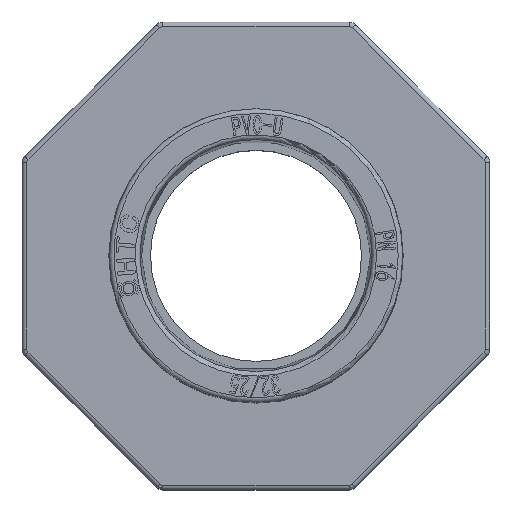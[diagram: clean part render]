
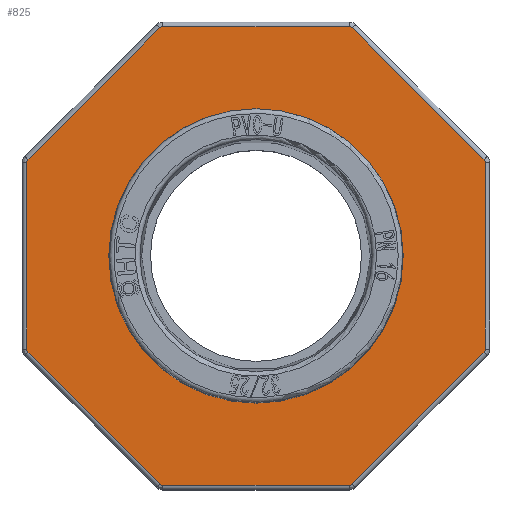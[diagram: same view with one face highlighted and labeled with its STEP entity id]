
A CAD part, top view. The second image highlights one B-rep face of the part: STEP entity #825.
In plain terms, the highlighted planar face has unit normal (0, 0, 1).
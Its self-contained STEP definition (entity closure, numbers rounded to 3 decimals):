
#825=ADVANCED_FACE('',(#3602,#3603),#1504,.T.);
#1504=PLANE('',#12872);
#2160=LINE('',#21169,#2823);
#2161=LINE('',#21173,#2824);
#2162=LINE('',#21177,#2825);
#2163=LINE('',#21181,#2826);
#2164=LINE('',#21185,#2827);
#2165=LINE('',#21189,#2828);
#2166=LINE('',#21193,#2829);
#2167=LINE('',#21197,#2830);
#2823=VECTOR('',#13752,1.);
#2824=VECTOR('',#13755,1.);
#2825=VECTOR('',#13758,1.);
#2826=VECTOR('',#13761,1.);
#2827=VECTOR('',#13764,1.);
#2828=VECTOR('',#13767,1.);
#2829=VECTOR('',#13770,1.);
#2830=VECTOR('',#13773,1.);
#3512=CIRCLE('',#12860,16.05);
#3514=CIRCLE('',#12864,0.5);
#3515=CIRCLE('',#12865,0.5);
#3516=CIRCLE('',#12866,0.5);
#3517=CIRCLE('',#12867,0.5);
#3518=CIRCLE('',#12868,0.5);
#3519=CIRCLE('',#12869,0.5);
#3520=CIRCLE('',#12870,0.5);
#3521=CIRCLE('',#12871,0.5);
#3602=FACE_BOUND('',#3683,.T.);
#3603=FACE_BOUND('',#3684,.T.);
#3683=EDGE_LOOP('',(#4993,#4994,#4995,#4996,#4997,#4998,#4999,#5000,#5001,
#5002,#5003,#5004,#5005,#5006,#5007,#5008));
#3684=EDGE_LOOP('',(#5009));
#4993=ORIENTED_EDGE('',*,*,#10178,.T.);
#4994=ORIENTED_EDGE('',*,*,#10179,.T.);
#4995=ORIENTED_EDGE('',*,*,#10180,.T.);
#4996=ORIENTED_EDGE('',*,*,#10181,.T.);
#4997=ORIENTED_EDGE('',*,*,#10182,.T.);
#4998=ORIENTED_EDGE('',*,*,#10183,.T.);
#4999=ORIENTED_EDGE('',*,*,#10184,.T.);
#5000=ORIENTED_EDGE('',*,*,#10185,.T.);
#5001=ORIENTED_EDGE('',*,*,#10186,.T.);
#5002=ORIENTED_EDGE('',*,*,#10187,.T.);
#5003=ORIENTED_EDGE('',*,*,#10188,.T.);
#5004=ORIENTED_EDGE('',*,*,#10189,.T.);
#5005=ORIENTED_EDGE('',*,*,#10190,.T.);
#5006=ORIENTED_EDGE('',*,*,#10191,.T.);
#5007=ORIENTED_EDGE('',*,*,#10192,.T.);
#5008=ORIENTED_EDGE('',*,*,#10193,.T.);
#5009=ORIENTED_EDGE('',*,*,#10176,.T.);
#8848=VERTEX_POINT('',#21162);
#8849=VERTEX_POINT('',#21167);
#8850=VERTEX_POINT('',#21168);
#8851=VERTEX_POINT('',#21170);
#8852=VERTEX_POINT('',#21172);
#8853=VERTEX_POINT('',#21174);
#8854=VERTEX_POINT('',#21176);
#8855=VERTEX_POINT('',#21178);
#8856=VERTEX_POINT('',#21180);
#8857=VERTEX_POINT('',#21182);
#8858=VERTEX_POINT('',#21184);
#8859=VERTEX_POINT('',#21186);
#8860=VERTEX_POINT('',#21188);
#8861=VERTEX_POINT('',#21190);
#8862=VERTEX_POINT('',#21192);
#8863=VERTEX_POINT('',#21194);
#8864=VERTEX_POINT('',#21196);
#10176=EDGE_CURVE('',#8848,#8848,#3512,.T.);
#10178=EDGE_CURVE('',#8849,#8850,#3514,.T.);
#10179=EDGE_CURVE('',#8850,#8851,#2160,.T.);
#10180=EDGE_CURVE('',#8851,#8852,#3515,.T.);
#10181=EDGE_CURVE('',#8852,#8853,#2161,.T.);
#10182=EDGE_CURVE('',#8853,#8854,#3516,.T.);
#10183=EDGE_CURVE('',#8854,#8855,#2162,.T.);
#10184=EDGE_CURVE('',#8855,#8856,#3517,.T.);
#10185=EDGE_CURVE('',#8856,#8857,#2163,.T.);
#10186=EDGE_CURVE('',#8857,#8858,#3518,.T.);
#10187=EDGE_CURVE('',#8858,#8859,#2164,.T.);
#10188=EDGE_CURVE('',#8859,#8860,#3519,.T.);
#10189=EDGE_CURVE('',#8860,#8861,#2165,.T.);
#10190=EDGE_CURVE('',#8861,#8862,#3520,.T.);
#10191=EDGE_CURVE('',#8862,#8863,#2166,.T.);
#10192=EDGE_CURVE('',#8863,#8864,#3521,.T.);
#10193=EDGE_CURVE('',#8864,#8849,#2167,.T.);
#12860=AXIS2_PLACEMENT_3D('',#21161,#13742,#13743);
#12864=AXIS2_PLACEMENT_3D('',#21166,#13750,#13751);
#12865=AXIS2_PLACEMENT_3D('',#21171,#13753,#13754);
#12866=AXIS2_PLACEMENT_3D('',#21175,#13756,#13757);
#12867=AXIS2_PLACEMENT_3D('',#21179,#13759,#13760);
#12868=AXIS2_PLACEMENT_3D('',#21183,#13762,#13763);
#12869=AXIS2_PLACEMENT_3D('',#21187,#13765,#13766);
#12870=AXIS2_PLACEMENT_3D('',#21191,#13768,#13769);
#12871=AXIS2_PLACEMENT_3D('',#21195,#13771,#13772);
#12872=AXIS2_PLACEMENT_3D('',#21198,#13774,#13775);
#13742=DIRECTION('',(0.,0.,-1.));
#13743=DIRECTION('',(1.,0.,0.));
#13750=DIRECTION('',(0.,0.,1.));
#13751=DIRECTION('',(1.,0.,0.));
#13752=DIRECTION('',(0.,1.,0.));
#13753=DIRECTION('',(0.,0.,1.));
#13754=DIRECTION('',(1.,0.,0.));
#13755=DIRECTION('',(-0.707,0.707,0.));
#13756=DIRECTION('',(0.,0.,1.));
#13757=DIRECTION('',(1.,0.,0.));
#13758=DIRECTION('',(-1.,0.,0.));
#13759=DIRECTION('',(0.,0.,1.));
#13760=DIRECTION('',(1.,0.,0.));
#13761=DIRECTION('',(-0.707,-0.707,0.));
#13762=DIRECTION('',(0.,0.,1.));
#13763=DIRECTION('',(1.,0.,0.));
#13764=DIRECTION('',(0.,-1.,0.));
#13765=DIRECTION('',(0.,0.,1.));
#13766=DIRECTION('',(1.,0.,0.));
#13767=DIRECTION('',(0.707,-0.707,0.));
#13768=DIRECTION('',(0.,0.,1.));
#13769=DIRECTION('',(1.,0.,0.));
#13770=DIRECTION('',(1.,0.,0.));
#13771=DIRECTION('',(0.,0.,1.));
#13772=DIRECTION('',(1.,0.,0.));
#13773=DIRECTION('',(0.707,0.707,0.));
#13774=DIRECTION('',(0.,0.,1.));
#13775=DIRECTION('',(1.,0.,0.));
#21161=CARTESIAN_POINT('',(267.,149.5,23.004));
#21162=CARTESIAN_POINT('',(283.05,149.5,23.004));
#21166=CARTESIAN_POINT('',(291.5,139.352,23.004));
#21167=CARTESIAN_POINT('',(291.854,138.998,23.004));
#21168=CARTESIAN_POINT('',(292.,139.352,23.004));
#21169=CARTESIAN_POINT('',(292.,159.648,23.004));
#21170=CARTESIAN_POINT('',(292.,159.648,23.004));
#21171=CARTESIAN_POINT('',(291.5,159.648,23.004));
#21172=CARTESIAN_POINT('',(291.854,160.002,23.004));
#21173=CARTESIAN_POINT('',(277.502,174.354,23.004));
#21174=CARTESIAN_POINT('',(277.502,174.354,23.004));
#21175=CARTESIAN_POINT('',(277.148,174.,23.004));
#21176=CARTESIAN_POINT('',(277.148,174.5,23.004));
#21177=CARTESIAN_POINT('',(256.852,174.5,23.004));
#21178=CARTESIAN_POINT('',(256.852,174.5,23.004));
#21179=CARTESIAN_POINT('',(256.852,174.,23.004));
#21180=CARTESIAN_POINT('',(256.498,174.354,23.004));
#21181=CARTESIAN_POINT('',(242.146,160.002,23.004));
#21182=CARTESIAN_POINT('',(242.146,160.002,23.004));
#21183=CARTESIAN_POINT('',(242.5,159.648,23.004));
#21184=CARTESIAN_POINT('',(242.,159.648,23.004));
#21185=CARTESIAN_POINT('',(242.,139.352,23.004));
#21186=CARTESIAN_POINT('',(242.,139.352,23.004));
#21187=CARTESIAN_POINT('',(242.5,139.352,23.004));
#21188=CARTESIAN_POINT('',(242.146,138.998,23.004));
#21189=CARTESIAN_POINT('',(256.498,124.646,23.004));
#21190=CARTESIAN_POINT('',(256.498,124.646,23.004));
#21191=CARTESIAN_POINT('',(256.852,125.,23.004));
#21192=CARTESIAN_POINT('',(256.852,124.5,23.004));
#21193=CARTESIAN_POINT('',(277.148,124.5,23.004));
#21194=CARTESIAN_POINT('',(277.148,124.5,23.004));
#21195=CARTESIAN_POINT('',(277.148,125.,23.004));
#21196=CARTESIAN_POINT('',(277.502,124.646,23.004));
#21197=CARTESIAN_POINT('',(291.854,138.998,23.004));
#21198=CARTESIAN_POINT('',(154.,0.,23.004));
